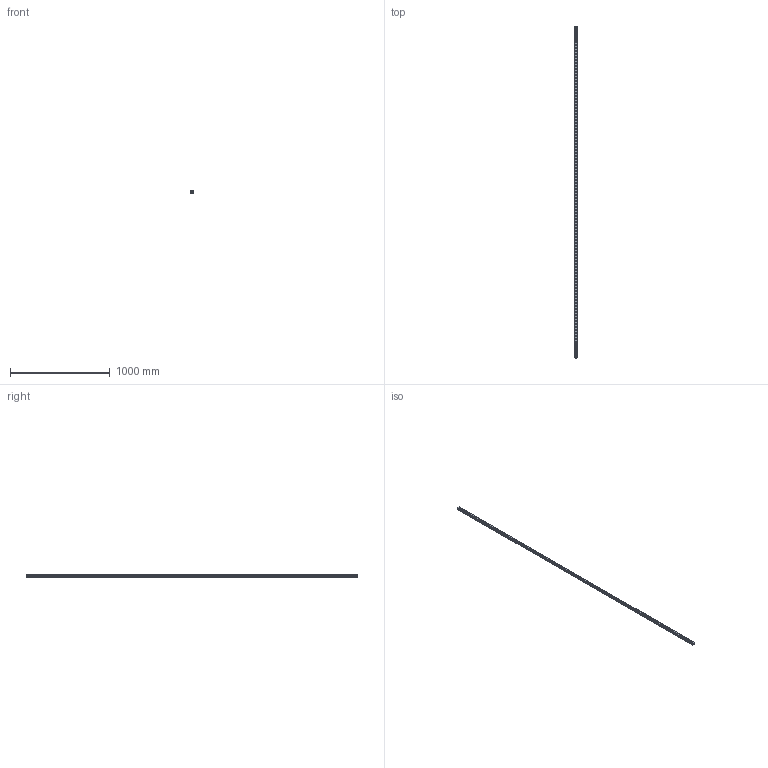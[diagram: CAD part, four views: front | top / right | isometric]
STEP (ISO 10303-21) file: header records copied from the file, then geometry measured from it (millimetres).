
FILE_DESCRIPTION(('STEP AP214'),'1');
FILE_NAME('cctmp_9FD00B70-71AF-49FE-8812-50F56DE21456_2021_03_11_08_42_43_0017..stp','2021-03-11T07:42:43',('HIWIN GmbH'),('CADClick - www.CADClick.com'),'Spatial InterOp 3D',' ','unknown authorization');
FILE_SCHEMA(('AUTOMOTIVE_DESIGN'));
Length unit declared in the file: millimetre
Products named in the file (1): RGR25R3330H_FILE
Bounding box: 23 x 3330 x 23.6 mm (x, y, z)
Volume: 1335390.4 mm3; surface area: 413126.5 mm2
Topology: 1 solids, 1 shells, 1116 faces, 2331 edges, 1554 vertices
Faces by surface type: cylinder 684, plane 432
Entity records: 39355 total; most frequent: DIRECTION 5933, CARTESIAN_POINT 5002, ORIENTED_EDGE 4662, AXIS2_PLACEMENT_3D 2485, EDGE_CURVE 2331, VERTEX_POINT 1554, EDGE_LOOP 1453, CIRCLE 1368
